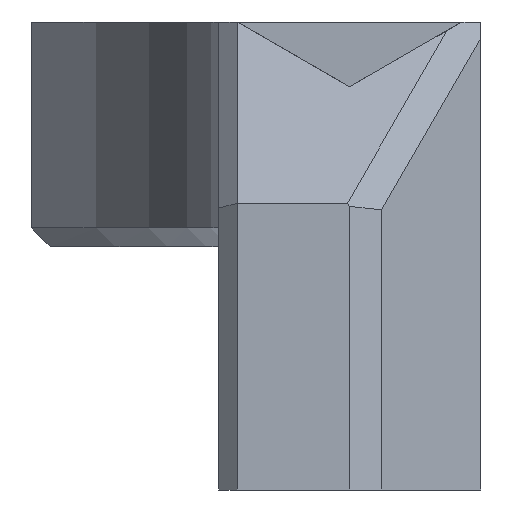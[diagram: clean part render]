
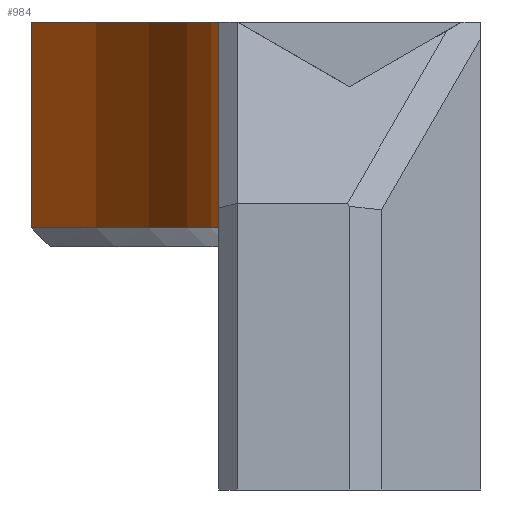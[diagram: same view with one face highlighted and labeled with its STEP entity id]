
A CAD part, front view. The second image highlights one B-rep face of the part: STEP entity #984.
In plain terms, the highlighted cylindrical face has radius 15 mm (diameter 30 mm), a partial arc.
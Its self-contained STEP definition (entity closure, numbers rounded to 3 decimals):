
#74=CYLINDRICAL_SURFACE('',#1076,15.);
#112=FACE_OUTER_BOUND('',#164,.T.);
#164=EDGE_LOOP('',(#803,#804,#805,#806));
#195=CIRCLE('',#1054,15.);
#204=CIRCLE('',#1077,15.);
#232=LINE('',#1431,#326);
#275=LINE('',#1619,#369);
#326=VECTOR('',#1150,10.);
#369=VECTOR('',#1281,10.);
#407=VERTEX_POINT('',#1392);
#422=VERTEX_POINT('',#1429);
#444=VERTEX_POINT('',#1536);
#465=VERTEX_POINT('',#1618);
#516=EDGE_CURVE('',#407,#422,#232,.T.);
#554=EDGE_CURVE('',#444,#407,#195,.T.);
#586=EDGE_CURVE('',#465,#444,#275,.T.);
#588=EDGE_CURVE('',#422,#465,#204,.T.);
#803=ORIENTED_EDGE('',*,*,#554,.T.);
#804=ORIENTED_EDGE('',*,*,#516,.T.);
#805=ORIENTED_EDGE('',*,*,#588,.T.);
#806=ORIENTED_EDGE('',*,*,#586,.T.);
#984=ADVANCED_FACE('',(#112),#74,.F.);
#1054=AXIS2_PLACEMENT_3D('',#1543,#1219,#1220);
#1076=AXIS2_PLACEMENT_3D('',#1621,#1283,#1284);
#1077=AXIS2_PLACEMENT_3D('',#1622,#1285,#1286);
#1150=DIRECTION('',(0.,0.,1.));
#1219=DIRECTION('center_axis',(0.,0.,-1.));
#1220=DIRECTION('ref_axis',(1.,0.,0.));
#1281=DIRECTION('',(0.,0.,-1.));
#1283=DIRECTION('center_axis',(0.,0.,1.));
#1284=DIRECTION('ref_axis',(1.,0.,0.));
#1285=DIRECTION('center_axis',(0.,0.,1.));
#1286=DIRECTION('ref_axis',(1.,0.,0.));
#1392=CARTESIAN_POINT('',(0.,-17.18,-6.));
#1429=CARTESIAN_POINT('',(0.,-17.18,-0.5));
#1431=CARTESIAN_POINT('',(0.,-17.18,0.));
#1536=CARTESIAN_POINT('',(-5.,-6.,-6.));
#1543=CARTESIAN_POINT('Origin',(-15.,-17.18,-6.));
#1618=CARTESIAN_POINT('',(-5.,-6.,-0.5));
#1619=CARTESIAN_POINT('',(-5.,-6.,0.));
#1621=CARTESIAN_POINT('Origin',(-15.,-17.18,0.));
#1622=CARTESIAN_POINT('Origin',(-15.,-17.18,-0.5));
